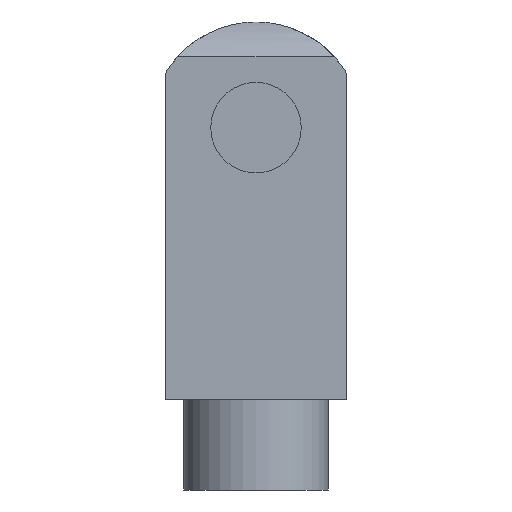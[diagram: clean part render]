
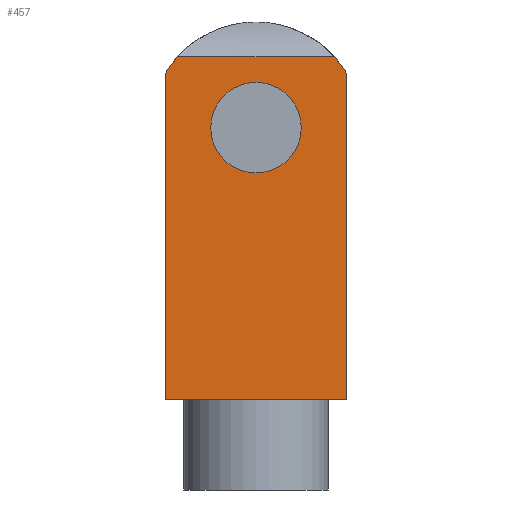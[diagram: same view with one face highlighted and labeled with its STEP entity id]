
A CAD part, left-side view. The second image highlights one B-rep face of the part: STEP entity #457.
In plain terms, the highlighted planar face has unit normal (-1, 0, 0).
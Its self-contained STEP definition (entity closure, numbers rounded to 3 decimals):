
#44=LINE('',#727,#68);
#45=LINE('',#732,#69);
#46=LINE('',#736,#70);
#47=LINE('',#738,#71);
#68=VECTOR('',#577,1000.);
#69=VECTOR('',#580,1000.);
#70=VECTOR('',#583,1000.);
#71=VECTOR('',#584,1000.);
#93=ORIENTED_EDGE('',*,*,#207,.T.);
#94=ORIENTED_EDGE('',*,*,#208,.T.);
#95=ORIENTED_EDGE('',*,*,#209,.F.);
#96=ORIENTED_EDGE('',*,*,#210,.F.);
#97=ORIENTED_EDGE('',*,*,#211,.F.);
#98=ORIENTED_EDGE('',*,*,#212,.F.);
#99=ORIENTED_EDGE('',*,*,#213,.T.);
#207=EDGE_CURVE('',#264,#264,#304,.T.);
#208=EDGE_CURVE('',#265,#266,#44,.T.);
#209=EDGE_CURVE('',#267,#266,#305,.T.);
#210=EDGE_CURVE('',#268,#267,#45,.T.);
#211=EDGE_CURVE('',#269,#268,#306,.T.);
#212=EDGE_CURVE('',#270,#269,#46,.T.);
#213=EDGE_CURVE('',#270,#265,#47,.T.);
#264=VERTEX_POINT('',#726);
#265=VERTEX_POINT('',#728);
#266=VERTEX_POINT('',#729);
#267=VERTEX_POINT('',#731);
#268=VERTEX_POINT('',#733);
#269=VERTEX_POINT('',#735);
#270=VERTEX_POINT('',#737);
#304=CIRCLE('',#505,6.);
#305=CIRCLE('',#506,14.);
#306=CIRCLE('',#507,14.);
#333=EDGE_LOOP('',(#93));
#334=EDGE_LOOP('',(#94,#95,#96,#97,#98,#99));
#387=FACE_BOUND('',#333,.T.);
#388=FACE_BOUND('',#334,.T.);
#441=PLANE('',#504);
#457=ADVANCED_FACE('',(#387,#388),#441,.F.);
#504=AXIS2_PLACEMENT_3D('',#724,#573,#574);
#505=AXIS2_PLACEMENT_3D('',#725,#575,#576);
#506=AXIS2_PLACEMENT_3D('',#730,#578,#579);
#507=AXIS2_PLACEMENT_3D('',#734,#581,#582);
#573=DIRECTION('',(1.,0.,0.));
#574=DIRECTION('',(0.,0.,-1.));
#575=DIRECTION('',(1.,0.,0.));
#576=DIRECTION('',(0.,0.,-1.));
#577=DIRECTION('',(0.,0.,1.));
#578=DIRECTION('',(1.,0.,0.));
#579=DIRECTION('',(0.,0.,-1.));
#580=DIRECTION('',(0.,-1.,0.));
#581=DIRECTION('',(1.,0.,0.));
#582=DIRECTION('',(0.,0.,-1.));
#583=DIRECTION('',(0.,0.,1.));
#584=DIRECTION('',(0.,-1.,0.));
#724=CARTESIAN_POINT('',(-12.,12.,0.));
#725=CARTESIAN_POINT('',(-12.,0.,36.));
#726=CARTESIAN_POINT('',(-12.,0.,30.));
#727=CARTESIAN_POINT('',(-12.,-12.,0.));
#728=CARTESIAN_POINT('',(-12.,-12.,0.));
#729=CARTESIAN_POINT('',(-12.,-12.,43.211));
#730=CARTESIAN_POINT('',(-12.,0.,36.));
#731=CARTESIAN_POINT('',(-12.,-10.392,45.381));
#732=CARTESIAN_POINT('',(-12.,12.,45.381));
#733=CARTESIAN_POINT('',(-12.,10.392,45.381));
#734=CARTESIAN_POINT('',(-12.,0.,36.));
#735=CARTESIAN_POINT('',(-12.,12.,43.211));
#736=CARTESIAN_POINT('',(-12.,12.,0.));
#737=CARTESIAN_POINT('',(-12.,12.,0.));
#738=CARTESIAN_POINT('',(-12.,12.,0.));
